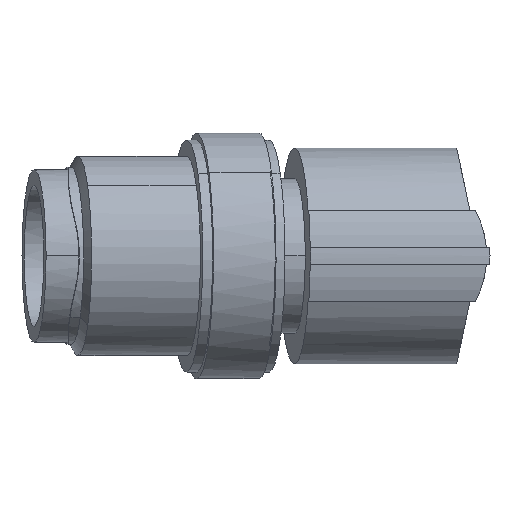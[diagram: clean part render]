
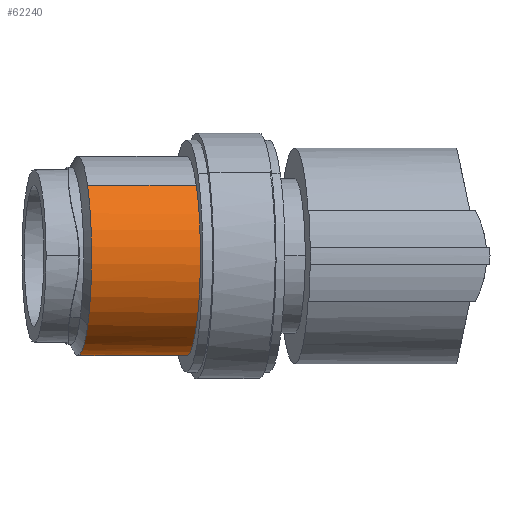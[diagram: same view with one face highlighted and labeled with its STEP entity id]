
A CAD part, left-side view. The second image highlights one B-rep face of the part: STEP entity #62240.
In plain terms, the highlighted cylindrical face has radius 6 mm (diameter 12 mm), a partial arc.
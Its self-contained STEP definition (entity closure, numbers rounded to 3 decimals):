
#18170=CARTESIAN_POINT('',(0.,12.16,
-28.452));
#18180=DIRECTION('',(0.,-0.99,
0.139));
#18190=DIRECTION('',(-0.707,-0.098,
-0.7));
#18200=AXIS2_PLACEMENT_3D('',#18170,#18180,#18190);
#18210=CIRCLE('',#18200,6.);
#18240=CARTESIAN_POINT('',(-4.243,11.569,
-32.654));
#18250=VERTEX_POINT('',#18240);
#18280=CARTESIAN_POINT('',(-4.243,10.274,
-32.472));
#18290=DIRECTION('',(0.,-0.99,
0.139));
#18300=VECTOR('',#18290,1.);
#18310=LINE('',#18280,#18300);
#18320=CARTESIAN_POINT('',(-4.243,18.113,
-33.573));
#18330=VERTEX_POINT('',#18320);
#18340=EDGE_CURVE('',#18330,#18250,#18310,.T.);
#18360=CARTESIAN_POINT('',(0.,18.703,
-29.372));
#18370=DIRECTION('',(0.,-0.99,
0.139));
#18380=DIRECTION('',(-0.707,-0.098,
-0.7));
#18390=AXIS2_PLACEMENT_3D('',#18360,#18370,#18380);
#18400=CIRCLE('',#18390,6.);
#18450=CARTESIAN_POINT('',(4.243,19.294,
-25.17));
#18460=VERTEX_POINT('',#18450);
#18490=CARTESIAN_POINT('',(4.243,11.455,
-24.069));
#18500=DIRECTION('',(0.,-0.99,
0.139));
#18510=VECTOR('',#18500,1.);
#18520=LINE('',#18490,#18510);
#18530=CARTESIAN_POINT('',(4.243,12.75,
-24.251));
#18540=VERTEX_POINT('',#18530);
#18550=EDGE_CURVE('',#18460,#18540,#18520,.T.);
#21170=EDGE_CURVE('',#18250,#18540,#18210,.T.);
#24580=CARTESIAN_POINT('',(4.168,18.102,
-33.646));
#24590=VERTEX_POINT('',#24580);
#24600=EDGE_CURVE('',#18330,#24590,#18400,.T.);
#62110=CARTESIAN_POINT('',(0.,10.865,
-28.27));
#62120=DIRECTION('',(0.,-0.99,
0.139));
#62130=DIRECTION('',(-0.707,-0.098,
-0.7));
#62140=AXIS2_PLACEMENT_3D('',#62110,#62120,#62130);
#62150=CYLINDRICAL_SURFACE('',#62140,6.);
#62160=ORIENTED_EDGE('',*,*,#21170,.F.);
#62170=ORIENTED_EDGE('',*,*,#18550,.T.);
#62180=EDGE_CURVE('',#24590,#18460,#18400,.T.);
#62190=ORIENTED_EDGE('',*,*,#62180,.T.);
#62200=ORIENTED_EDGE('',*,*,#24600,.T.);
#62210=ORIENTED_EDGE('',*,*,#18340,.F.);
#62220=EDGE_LOOP('',(#62210,#62200,#62190,#62170,#62160));
#62230=FACE_OUTER_BOUND('',#62220,.T.);
#62240=ADVANCED_FACE('',(#62230),#62150,.T.);
